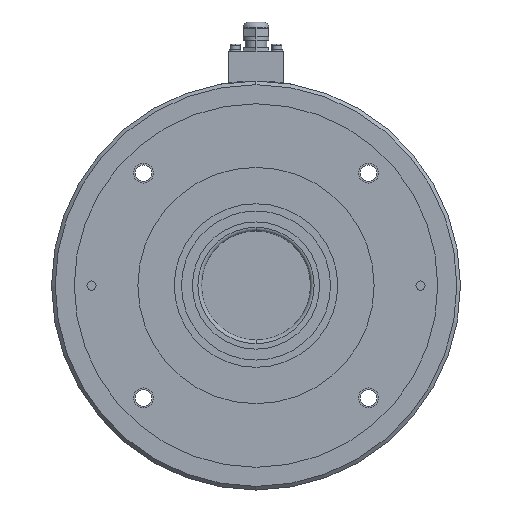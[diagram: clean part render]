
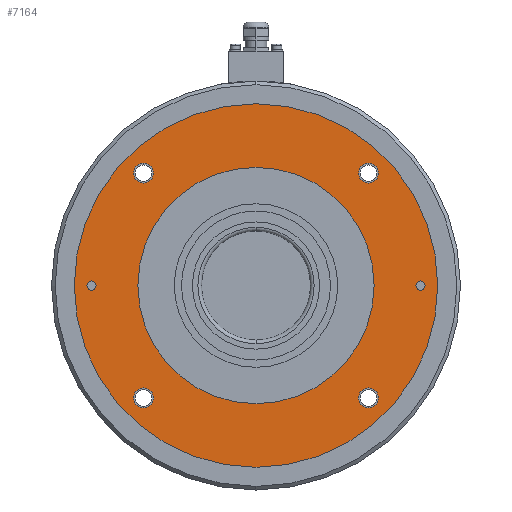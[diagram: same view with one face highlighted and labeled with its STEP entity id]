
A CAD part, left-side view. The second image highlights one B-rep face of the part: STEP entity #7164.
In plain terms, the highlighted face is planar.
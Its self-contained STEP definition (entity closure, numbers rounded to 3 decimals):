
#6514=CARTESIAN_POINT('',(3.1,100.0,0.0));
#6515=VERTEX_POINT('',#6514);
#6524=CARTESIAN_POINT('',(3.1,-100.0,0.));
#6525=VERTEX_POINT('',#6524);
#6526=CARTESIAN_POINT('',(3.1,0.0,0.0));
#6527=DIRECTION('',(1.0,0.0,0.0));
#6528=DIRECTION('',(0.0,1.0,0.0));
#6529=AXIS2_PLACEMENT_3D('',#6526,#6527,#6528);
#6530=CIRCLE('',#6529,100.0);
#6531=EDGE_CURVE('',#6525,#6515,#6530,.T.);
#6684=CARTESIAN_POINT('',(3.1,65.0,0.0));
#6685=VERTEX_POINT('',#6684);
#6701=CARTESIAN_POINT('',(3.1,-65.0,0.));
#6702=VERTEX_POINT('',#6701);
#6709=CARTESIAN_POINT('',(3.1,0.0,0.0));
#6710=DIRECTION('',(1.0,0.0,0.0));
#6711=DIRECTION('',(0.0,1.0,0.0));
#6712=AXIS2_PLACEMENT_3D('',#6709,#6710,#6711);
#6713=CIRCLE('',#6712,65.0);
#6714=EDGE_CURVE('',#6702,#6685,#6713,.T.);
#6726=CARTESIAN_POINT('',(3.1,61.872,-56.372));
#6727=VERTEX_POINT('',#6726);
#6743=CARTESIAN_POINT('',(3.1,61.872,-67.372));
#6744=VERTEX_POINT('',#6743);
#6751=CARTESIAN_POINT('',(3.1,61.872,-61.872));
#6752=DIRECTION('',(-1.0,0.0,0.0));
#6753=DIRECTION('',(0.0,0.0,1.0));
#6754=AXIS2_PLACEMENT_3D('',#6751,#6752,#6753);
#6755=CIRCLE('',#6754,5.5);
#6756=EDGE_CURVE('',#6727,#6744,#6755,.T.);
#6768=CARTESIAN_POINT('',(3.1,90.5,2.5));
#6769=VERTEX_POINT('',#6768);
#6785=CARTESIAN_POINT('',(3.1,90.5,-2.5));
#6786=VERTEX_POINT('',#6785);
#6793=CARTESIAN_POINT('',(3.1,90.5,0.));
#6794=DIRECTION('',(-1.0,0.0,0.0));
#6795=DIRECTION('',(0.0,0.0,1.0));
#6796=AXIS2_PLACEMENT_3D('',#6793,#6794,#6795);
#6797=CIRCLE('',#6796,2.5);
#6798=EDGE_CURVE('',#6769,#6786,#6797,.T.);
#6810=CARTESIAN_POINT('',(3.1,-56.372,-61.872));
#6811=VERTEX_POINT('',#6810);
#6827=CARTESIAN_POINT('',(3.1,-67.372,-61.872));
#6828=VERTEX_POINT('',#6827);
#6835=CARTESIAN_POINT('',(3.1,-61.872,-61.872));
#6836=DIRECTION('',(-1.0,0.0,0.0));
#6837=DIRECTION('',(0.0,1.0,0.0));
#6838=AXIS2_PLACEMENT_3D('',#6835,#6836,#6837);
#6839=CIRCLE('',#6838,5.5);
#6840=EDGE_CURVE('',#6811,#6828,#6839,.T.);
#6852=CARTESIAN_POINT('',(3.1,-61.872,56.372));
#6853=VERTEX_POINT('',#6852);
#6869=CARTESIAN_POINT('',(3.1,-61.872,67.372));
#6870=VERTEX_POINT('',#6869);
#6877=CARTESIAN_POINT('',(3.1,-61.872,61.872));
#6878=DIRECTION('',(-1.0,0.0,0.0));
#6879=DIRECTION('',(0.0,0.0,-1.0));
#6880=AXIS2_PLACEMENT_3D('',#6877,#6878,#6879);
#6881=CIRCLE('',#6880,5.5);
#6882=EDGE_CURVE('',#6853,#6870,#6881,.T.);
#6894=CARTESIAN_POINT('',(3.1,56.372,61.872));
#6895=VERTEX_POINT('',#6894);
#6911=CARTESIAN_POINT('',(3.1,67.372,61.872));
#6912=VERTEX_POINT('',#6911);
#6919=CARTESIAN_POINT('',(3.1,61.872,61.872));
#6920=DIRECTION('',(-1.0,0.0,0.0));
#6921=DIRECTION('',(0.0,-1.0,0.0));
#6922=AXIS2_PLACEMENT_3D('',#6919,#6920,#6921);
#6923=CIRCLE('',#6922,5.5);
#6924=EDGE_CURVE('',#6895,#6912,#6923,.T.);
#6936=CARTESIAN_POINT('',(3.1,-90.5,-2.5));
#6937=VERTEX_POINT('',#6936);
#6953=CARTESIAN_POINT('',(3.1,-90.5,2.5));
#6954=VERTEX_POINT('',#6953);
#6961=CARTESIAN_POINT('',(3.1,-90.5,0.));
#6962=DIRECTION('',(-1.0,0.0,0.0));
#6963=DIRECTION('',(0.0,0.0,-1.0));
#6964=AXIS2_PLACEMENT_3D('',#6961,#6962,#6963);
#6965=CIRCLE('',#6964,2.5);
#6966=EDGE_CURVE('',#6937,#6954,#6965,.T.);
#6977=CARTESIAN_POINT('',(3.1,-90.5,0.));
#6978=DIRECTION('',(-1.0,0.0,0.0));
#6979=DIRECTION('',(0.0,0.0,-1.0));
#6980=AXIS2_PLACEMENT_3D('',#6977,#6978,#6979);
#6981=CIRCLE('',#6980,2.5);
#6982=EDGE_CURVE('',#6954,#6937,#6981,.T.);
#7001=CARTESIAN_POINT('',(3.1,61.872,61.872));
#7002=DIRECTION('',(-1.0,0.0,0.0));
#7003=DIRECTION('',(0.0,-1.0,0.0));
#7004=AXIS2_PLACEMENT_3D('',#7001,#7002,#7003);
#7005=CIRCLE('',#7004,5.5);
#7006=EDGE_CURVE('',#6912,#6895,#7005,.T.);
#7025=CARTESIAN_POINT('',(3.1,-61.872,61.872));
#7026=DIRECTION('',(-1.0,0.0,0.0));
#7027=DIRECTION('',(0.0,0.0,-1.0));
#7028=AXIS2_PLACEMENT_3D('',#7025,#7026,#7027);
#7029=CIRCLE('',#7028,5.5);
#7030=EDGE_CURVE('',#6870,#6853,#7029,.T.);
#7049=CARTESIAN_POINT('',(3.1,-61.872,-61.872));
#7050=DIRECTION('',(-1.0,0.0,0.0));
#7051=DIRECTION('',(0.0,1.0,0.0));
#7052=AXIS2_PLACEMENT_3D('',#7049,#7050,#7051);
#7053=CIRCLE('',#7052,5.5);
#7054=EDGE_CURVE('',#6828,#6811,#7053,.T.);
#7073=CARTESIAN_POINT('',(3.1,90.5,0.));
#7074=DIRECTION('',(-1.0,0.0,0.0));
#7075=DIRECTION('',(0.0,0.0,1.0));
#7076=AXIS2_PLACEMENT_3D('',#7073,#7074,#7075);
#7077=CIRCLE('',#7076,2.5);
#7078=EDGE_CURVE('',#6786,#6769,#7077,.T.);
#7097=CARTESIAN_POINT('',(3.1,61.872,-61.872));
#7098=DIRECTION('',(-1.0,0.0,0.0));
#7099=DIRECTION('',(0.0,0.0,1.0));
#7100=AXIS2_PLACEMENT_3D('',#7097,#7098,#7099);
#7101=CIRCLE('',#7100,5.5);
#7102=EDGE_CURVE('',#6744,#6727,#7101,.T.);
#7115=CARTESIAN_POINT('',(3.1,-110.0,110.0));
#7116=DIRECTION('',(1.0,0.0,0.0));
#7117=DIRECTION('',(0.0,0.0,-1.0));
#7118=AXIS2_PLACEMENT_3D('',#7115,#7116,#7117);
#7119=PLANE('',#7118);
#7120=CARTESIAN_POINT('',(3.1,0.0,0.0));
#7121=DIRECTION('',(1.0,0.0,0.0));
#7122=DIRECTION('',(0.0,1.0,0.0));
#7123=AXIS2_PLACEMENT_3D('',#7120,#7121,#7122);
#7124=CIRCLE('',#7123,100.0);
#7125=EDGE_CURVE('',#6515,#6525,#7124,.T.);
#7126=ORIENTED_EDGE('',*,*,#7125,.T.);
#7127=ORIENTED_EDGE('',*,*,#6531,.T.);
#7128=EDGE_LOOP('',(#7126,#7127));
#7129=FACE_OUTER_BOUND('',#7128,.T.);
#7130=ORIENTED_EDGE('',*,*,#6982,.T.);
#7131=ORIENTED_EDGE('',*,*,#6966,.T.);
#7132=EDGE_LOOP('',(#7130,#7131));
#7133=FACE_BOUND('',#7132,.T.);
#7134=ORIENTED_EDGE('',*,*,#7006,.T.);
#7135=ORIENTED_EDGE('',*,*,#6924,.T.);
#7136=EDGE_LOOP('',(#7134,#7135));
#7137=FACE_BOUND('',#7136,.T.);
#7138=ORIENTED_EDGE('',*,*,#7030,.T.);
#7139=ORIENTED_EDGE('',*,*,#6882,.T.);
#7140=EDGE_LOOP('',(#7138,#7139));
#7141=FACE_BOUND('',#7140,.T.);
#7142=ORIENTED_EDGE('',*,*,#7054,.T.);
#7143=ORIENTED_EDGE('',*,*,#6840,.T.);
#7144=EDGE_LOOP('',(#7142,#7143));
#7145=FACE_BOUND('',#7144,.T.);
#7146=ORIENTED_EDGE('',*,*,#7078,.T.);
#7147=ORIENTED_EDGE('',*,*,#6798,.T.);
#7148=EDGE_LOOP('',(#7146,#7147));
#7149=FACE_BOUND('',#7148,.T.);
#7150=ORIENTED_EDGE('',*,*,#7102,.T.);
#7151=ORIENTED_EDGE('',*,*,#6756,.T.);
#7152=EDGE_LOOP('',(#7150,#7151));
#7153=FACE_BOUND('',#7152,.T.);
#7154=CARTESIAN_POINT('',(3.1,0.0,0.0));
#7155=DIRECTION('',(1.0,0.0,0.0));
#7156=DIRECTION('',(0.0,1.0,0.0));
#7157=AXIS2_PLACEMENT_3D('',#7154,#7155,#7156);
#7158=CIRCLE('',#7157,65.0);
#7159=EDGE_CURVE('',#6685,#6702,#7158,.T.);
#7160=ORIENTED_EDGE('',*,*,#7159,.F.);
#7161=ORIENTED_EDGE('',*,*,#6714,.F.);
#7162=EDGE_LOOP('',(#7160,#7161));
#7163=FACE_BOUND('',#7162,.T.);
#7164=ADVANCED_FACE('',(#7129,#7133,#7137,#7141,#7145,#7149,#7153,#7163),#7119,.T.);
